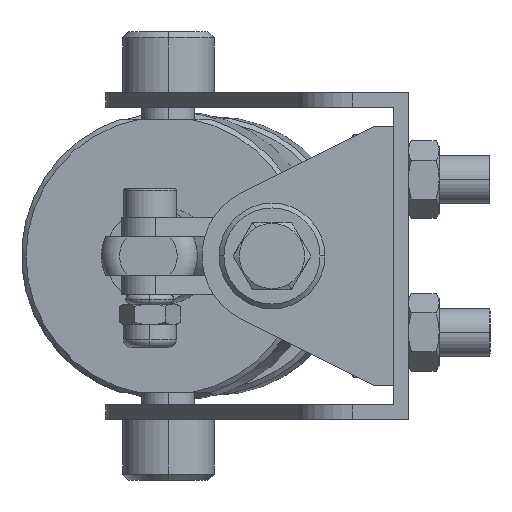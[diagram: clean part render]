
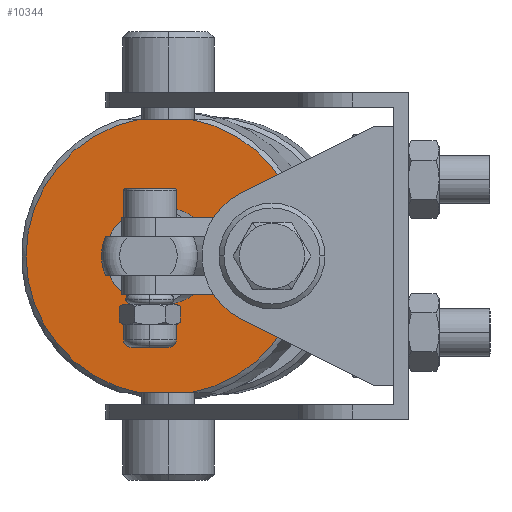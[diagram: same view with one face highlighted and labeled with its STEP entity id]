
A CAD part, left-side view. The second image highlights one B-rep face of the part: STEP entity #10344.
In plain terms, the highlighted planar face has unit normal (-0.999, 0.051, 0).
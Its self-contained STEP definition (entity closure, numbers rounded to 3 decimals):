
#22 = CARTESIAN_POINT ( 'NONE',  ( 17.808, 23.832, 13.5 ) ) ;
#139 = ORIENTED_EDGE ( 'NONE', *, *, #13640, .T. ) ;
#279 = FACE_BOUND ( 'NONE', #9327, .T. ) ;
#665 = DIRECTION ( 'NONE',  ( -0.051, -0.999, 0. ) ) ;
#1036 = CARTESIAN_POINT ( 'NONE',  ( 17.808, 23.832, 13.5 ) ) ;
#1256 = AXIS2_PLACEMENT_3D ( 'NONE', #22, #10014, #1435 ) ;
#1435 = DIRECTION ( 'NONE',  ( 0., 0., 1. ) ) ;
#1627 = ORIENTED_EDGE ( 'NONE', *, *, #3538, .F. ) ;
#1640 = LINE ( 'NONE', #4182, #8792 ) ;
#2065 = AXIS2_PLACEMENT_3D ( 'NONE', #1036, #11069, #2498 ) ;
#2498 = DIRECTION ( 'NONE',  ( 0., 0., 1. ) ) ;
#2770 = CIRCLE ( 'NONE', #2065, 5. ) ;
#2847 = VERTEX_POINT ( 'NONE', #5027 ) ;
#3267 = DIRECTION ( 'NONE',  ( -0.999, 0.051, 0. ) ) ;
#3297 = EDGE_CURVE ( 'NONE', #10601, #17983, #11522, .T. ) ;
#3538 = EDGE_CURVE ( 'NONE', #5397, #2847, #2770, .T. ) ;
#4154 = CARTESIAN_POINT ( 'NONE',  ( 17.808, 23.832, 13.5 ) ) ;
#4173 = DIRECTION ( 'NONE',  ( 0., 0., -1. ) ) ;
#4182 = CARTESIAN_POINT ( 'NONE',  ( 18.336, 34.148, 27.75 ) ) ;
#4347 = AXIS2_PLACEMENT_3D ( 'NONE', #11836, #3267, #13293 ) ;
#5027 = CARTESIAN_POINT ( 'NONE',  ( 17.808, 23.832, 18.5 ) ) ;
#5397 = VERTEX_POINT ( 'NONE', #13248 ) ;
#5604 = DIRECTION ( 'NONE',  ( 0., 0., -1. ) ) ;
#5625 = AXIS2_PLACEMENT_3D ( 'NONE', #4154, #14203, #5604 ) ;
#5791 = EDGE_CURVE ( 'NONE', #2847, #5397, #12055, .T. ) ;
#7007 = PLANE ( 'NONE',  #10840 ) ;
#8792 = VECTOR ( 'NONE', #14239, 1000. ) ;
#9210 = CARTESIAN_POINT ( 'NONE',  ( 18.336, 34.148, -0.75 ) ) ;
#9327 = EDGE_LOOP ( 'NONE', ( #15326, #1627 ) ) ;
#9849 = CARTESIAN_POINT ( 'NONE',  ( 17.808, 23.832, 13.5 ) ) ;
#9873 = EDGE_CURVE ( 'NONE', #17983, #18515, #1640, .T. ) ;
#10014 = DIRECTION ( 'NONE',  ( -0.999, 0.051, 0. ) ) ;
#10195 = VECTOR ( 'NONE', #665, 1000. ) ;
#10344 = ADVANCED_FACE ( 'NONE', ( #279, #18476 ), #7007, .F. ) ;
#10601 = VERTEX_POINT ( 'NONE', #17593 ) ;
#10646 = LINE ( 'NONE', #9210, #10195 ) ;
#10840 = AXIS2_PLACEMENT_3D ( 'NONE', #9849, #12773, #4173 ) ;
#11069 = DIRECTION ( 'NONE',  ( -0.999, 0.051, 0. ) ) ;
#11522 = CIRCLE ( 'NONE', #4347, 14.5 ) ;
#11836 = CARTESIAN_POINT ( 'NONE',  ( 17.808, 23.832, 13.5 ) ) ;
#12055 = CIRCLE ( 'NONE', #1256, 5. ) ;
#12379 = EDGE_LOOP ( 'NONE', ( #18484, #16859, #13734, #139 ) ) ;
#12773 = DIRECTION ( 'NONE',  ( 0.999, -0.051, 0. ) ) ;
#13248 = CARTESIAN_POINT ( 'NONE',  ( 17.808, 23.832, 8.5 ) ) ;
#13293 = DIRECTION ( 'NONE',  ( 0., 0., -1. ) ) ;
#13472 = CARTESIAN_POINT ( 'NONE',  ( 17.946, 26.51, 27.75 ) ) ;
#13640 = EDGE_CURVE ( 'NONE', #18515, #15295, #17672, .T. ) ;
#13734 = ORIENTED_EDGE ( 'NONE', *, *, #9873, .T. ) ;
#14022 = CARTESIAN_POINT ( 'NONE',  ( 17.946, 26.51, -0.75 ) ) ;
#14203 = DIRECTION ( 'NONE',  ( -0.999, 0.051, 0. ) ) ;
#14239 = DIRECTION ( 'NONE',  ( 0.051, 0.999, 0. ) ) ;
#15295 = VERTEX_POINT ( 'NONE', #14022 ) ;
#15326 = ORIENTED_EDGE ( 'NONE', *, *, #5791, .F. ) ;
#16272 = EDGE_CURVE ( 'NONE', #15295, #10601, #10646, .T. ) ;
#16859 = ORIENTED_EDGE ( 'NONE', *, *, #3297, .T. ) ;
#17400 = CARTESIAN_POINT ( 'NONE',  ( 17.671, 21.155, 27.75 ) ) ;
#17593 = CARTESIAN_POINT ( 'NONE',  ( 17.671, 21.155, -0.75 ) ) ;
#17672 = CIRCLE ( 'NONE', #5625, 14.5 ) ;
#17983 = VERTEX_POINT ( 'NONE', #17400 ) ;
#18476 = FACE_OUTER_BOUND ( 'NONE', #12379, .T. ) ;
#18484 = ORIENTED_EDGE ( 'NONE', *, *, #16272, .T. ) ;
#18515 = VERTEX_POINT ( 'NONE', #13472 ) ;
